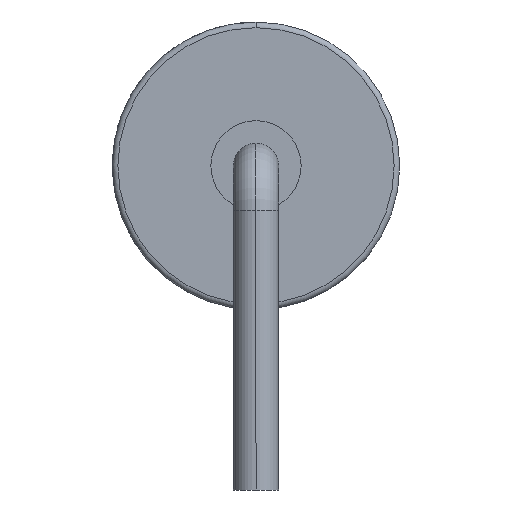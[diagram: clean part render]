
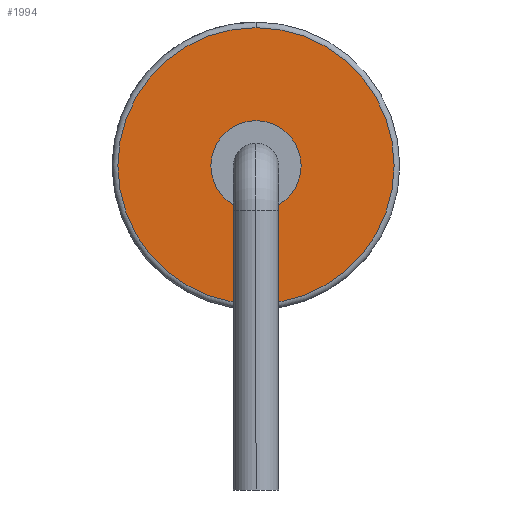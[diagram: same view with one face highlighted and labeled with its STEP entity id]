
A CAD part, left-side view. The second image highlights one B-rep face of the part: STEP entity #1994.
In plain terms, the highlighted planar face has unit normal (-1, 0, 0).
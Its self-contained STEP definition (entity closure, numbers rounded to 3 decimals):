
#1750=CARTESIAN_POINT('',(-3.85,0.8,2.55));
#1751=VERTEX_POINT('',#1750);
#1767=CARTESIAN_POINT('',(-3.85,-0.8,2.55));
#1768=VERTEX_POINT('',#1767);
#1775=CARTESIAN_POINT('',(-3.85,0.0,2.55));
#1776=DIRECTION('',(1.0,0.0,0.0));
#1777=DIRECTION('',(0.0,1.0,0.0));
#1778=AXIS2_PLACEMENT_3D('',#1775,#1776,#1777);
#1779=CIRCLE('',#1778,0.8);
#1780=EDGE_CURVE('',#1751,#1768,#1779,.T.);
#1790=CARTESIAN_POINT('',(-3.85,0.0,5.0));
#1791=VERTEX_POINT('',#1790);
#1801=CARTESIAN_POINT('',(-3.85,0.,0.1));
#1802=VERTEX_POINT('',#1801);
#1803=CARTESIAN_POINT('',(-3.85,0.0,2.55));
#1804=DIRECTION('',(1.0,0.0,0.0));
#1805=DIRECTION('',(0.0,0.0,1.0));
#1806=AXIS2_PLACEMENT_3D('',#1803,#1804,#1805);
#1807=CIRCLE('',#1806,2.45);
#1808=EDGE_CURVE('',#1791,#1802,#1807,.T.);
#1965=CARTESIAN_POINT('',(-3.85,0.0,2.55));
#1966=DIRECTION('',(1.0,0.0,0.0));
#1967=DIRECTION('',(0.0,0.0,1.0));
#1968=AXIS2_PLACEMENT_3D('',#1965,#1966,#1967);
#1969=CIRCLE('',#1968,2.45);
#1970=EDGE_CURVE('',#1802,#1791,#1969,.T.);
#1975=CARTESIAN_POINT('',(-3.85,0.0,2.55));
#1976=DIRECTION('',(-1.0,0.0,0.0));
#1977=DIRECTION('',(0.0,0.0,1.0));
#1978=AXIS2_PLACEMENT_3D('',#1975,#1976,#1977);
#1979=PLANE('',#1978);
#1980=ORIENTED_EDGE('',*,*,#1970,.F.);
#1981=ORIENTED_EDGE('',*,*,#1808,.F.);
#1982=EDGE_LOOP('',(#1980,#1981));
#1983=FACE_OUTER_BOUND('',#1982,.T.);
#1984=ORIENTED_EDGE('',*,*,#1780,.T.);
#1985=CARTESIAN_POINT('',(-3.85,0.0,2.55));
#1986=DIRECTION('',(1.0,0.0,0.0));
#1987=DIRECTION('',(0.0,1.0,0.0));
#1988=AXIS2_PLACEMENT_3D('',#1985,#1986,#1987);
#1989=CIRCLE('',#1988,0.8);
#1990=EDGE_CURVE('',#1768,#1751,#1989,.T.);
#1991=ORIENTED_EDGE('',*,*,#1990,.T.);
#1992=EDGE_LOOP('',(#1984,#1991));
#1993=FACE_BOUND('',#1992,.T.);
#1994=ADVANCED_FACE('',(#1983,#1993),#1979,.T.);
